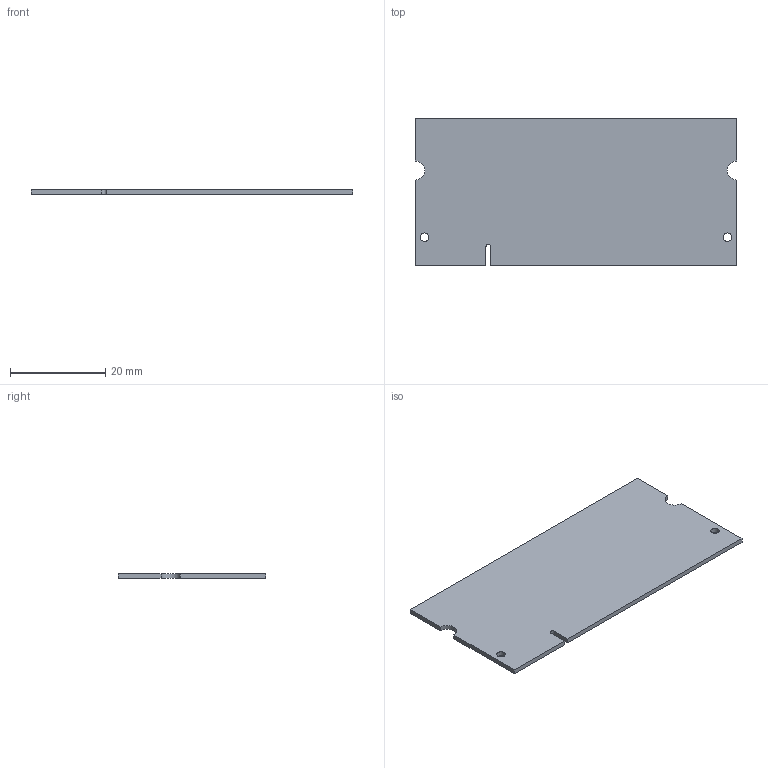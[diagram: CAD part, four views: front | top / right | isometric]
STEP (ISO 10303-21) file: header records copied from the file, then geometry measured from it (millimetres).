
FILE_DESCRIPTION(/* description */ (''),/* implementation_level */ '2;1');
FILE_NAME(/* name */ 'pcb_dimentions.stp',/* time_stamp */ '2022-11-16T19:31:09+03:00',/* author */ (''),/* organization */ (''),/* preprocessor_version */ 'ST-DEVELOPER v18.1',/* originating_system */ 'SIEMENS PLM Software NX 1984',/* authorisation */ '');
FILE_SCHEMA (('AUTOMOTIVE_DESIGN { 1 0 10303 214 3 1 1 1 }'));
Length unit declared in the file: millimetre
Products named in the file (1): pcb_dimentions
Bounding box: 67.5 x 31 x 1 mm (x, y, z)
Volume: 2070.5 mm3; surface area: 4362.4 mm2
Topology: 1 solids, 1 shells, 16 faces, 42 edges, 28 vertices
Faces by surface type: plane 11, cylinder 5
Full cylindrical faces by diameter (mm): 1.8 x2
Entity records: 518 total; most frequent: CARTESIAN_POINT 85, DIRECTION 84, ORIENTED_EDGE 80, EDGE_CURVE 40, LINE 30, VECTOR 30, VERTEX_POINT 28, AXIS2_PLACEMENT_3D 27
